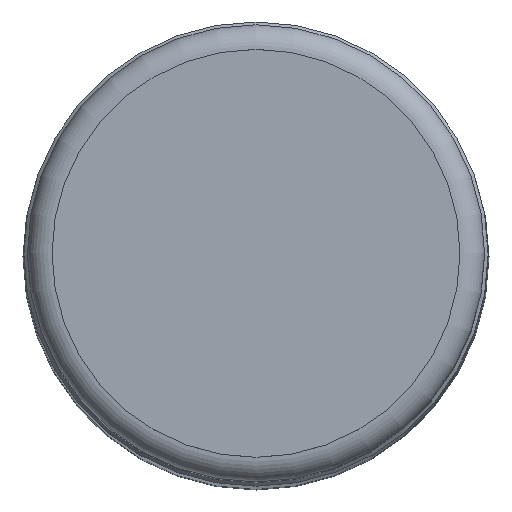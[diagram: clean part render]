
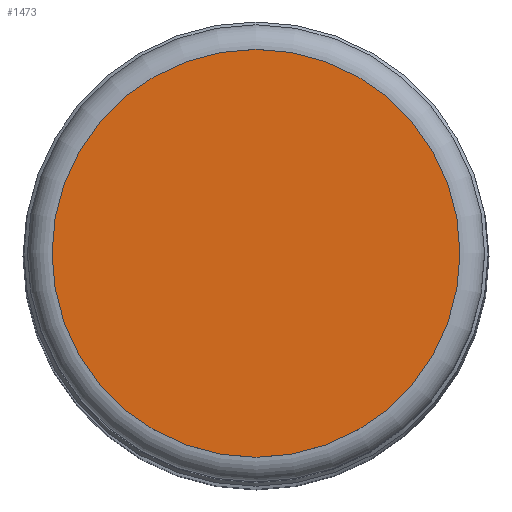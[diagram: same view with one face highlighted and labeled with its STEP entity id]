
A CAD part, top view. The second image highlights one B-rep face of the part: STEP entity #1473.
In plain terms, the highlighted planar face has unit normal (0, 0, 1).
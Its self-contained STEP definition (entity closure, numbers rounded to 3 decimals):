
#1380 = TOROIDAL_SURFACE('',#1381,29.,3.5);
#1381 = AXIS2_PLACEMENT_3D('',#1382,#1383,#1384);
#1382 = CARTESIAN_POINT('',(0.,0.,293.5));
#1383 = DIRECTION('',(0.,0.,1.));
#1384 = DIRECTION('',(1.,0.,0.));
#1424 = VERTEX_POINT('',#1425);
#1425 = CARTESIAN_POINT('',(29.,0.,297.));
#1447 = EDGE_CURVE('',#1424,#1424,#1448,.T.);
#1448 = SURFACE_CURVE('',#1449,(#1454,#1461),.PCURVE_S1.);
#1449 = CIRCLE('',#1450,29.);
#1450 = AXIS2_PLACEMENT_3D('',#1451,#1452,#1453);
#1451 = CARTESIAN_POINT('',(0.,0.,297.));
#1452 = DIRECTION('',(0.,0.,1.));
#1453 = DIRECTION('',(1.,0.,0.));
#1454 = PCURVE('',#1380,#1455);
#1455 = DEFINITIONAL_REPRESENTATION('',(#1456),#1460);
#1456 = LINE('',#1457,#1458);
#1457 = CARTESIAN_POINT('',(0.,1.571));
#1458 = VECTOR('',#1459,1.);
#1459 = DIRECTION('',(1.,0.));
#1460 = ( GEOMETRIC_REPRESENTATION_CONTEXT(2) 
PARAMETRIC_REPRESENTATION_CONTEXT() REPRESENTATION_CONTEXT('2D SPACE',''
  ) );
#1461 = PCURVE('',#1462,#1467);
#1462 = PLANE('',#1463);
#1463 = AXIS2_PLACEMENT_3D('',#1464,#1465,#1466);
#1464 = CARTESIAN_POINT('',(0.,0.,297.));
#1465 = DIRECTION('',(0.,0.,1.));
#1466 = DIRECTION('',(1.,0.,0.));
#1467 = DEFINITIONAL_REPRESENTATION('',(#1468),#1472);
#1468 = CIRCLE('',#1469,29.);
#1469 = AXIS2_PLACEMENT_2D('',#1470,#1471);
#1470 = CARTESIAN_POINT('',(0.,0.));
#1471 = DIRECTION('',(1.,0.));
#1472 = ( GEOMETRIC_REPRESENTATION_CONTEXT(2) 
PARAMETRIC_REPRESENTATION_CONTEXT() REPRESENTATION_CONTEXT('2D SPACE',''
  ) );
#1473 = ADVANCED_FACE('',(#1474),#1462,.T.);
#1474 = FACE_BOUND('',#1475,.T.);
#1475 = EDGE_LOOP('',(#1476));
#1476 = ORIENTED_EDGE('',*,*,#1447,.T.);
